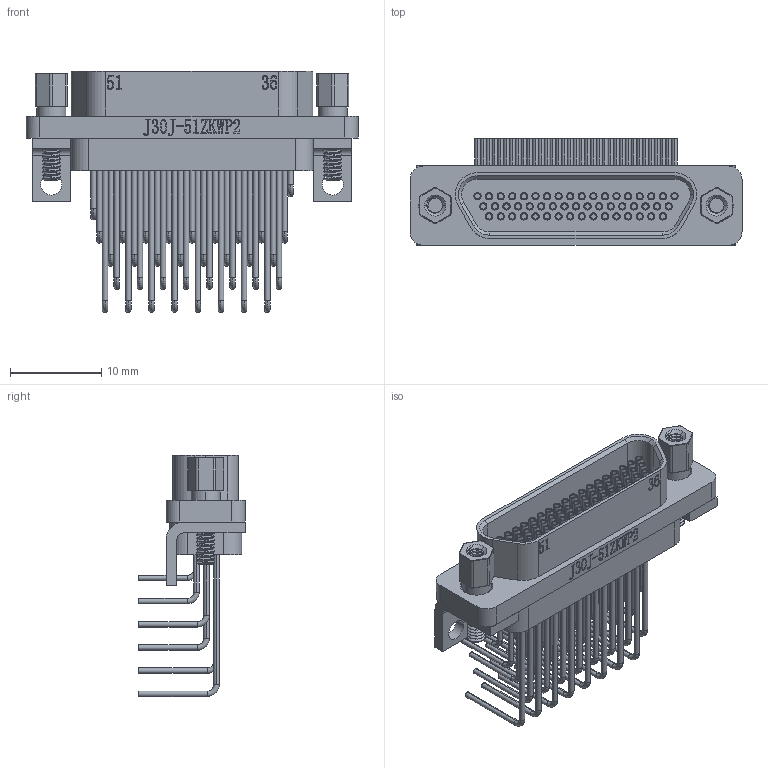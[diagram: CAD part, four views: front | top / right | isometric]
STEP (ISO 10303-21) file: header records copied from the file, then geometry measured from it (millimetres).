
FILE_DESCRIPTION (( 'STEP AP203' ), '1' );
FILE_NAME ('FMD001-F051BDNA-00.STEP', '2026-03-23T03:54:15', ( '' ), ( '' ), 'SwSTEP 2.0', 'SolidWorks 2021', '' );
FILE_SCHEMA (( 'CONFIG_CONTROL_DESIGN' ));
Products named in the file (1): FMD001-F051BDNA-00
Bounding box: 36.4 x 11.7 x 26.44 mm (x, y, z)
Volume: 2184.1 mm3; surface area: 4431.6 mm2
Topology: 1 solids, 1 shells, 1801 faces, 4519 edges, 2921 vertices
Faces by surface type: plane 701, cylinder 568, bspline 287, torus 126, cone 119
Entity records: 68087 total; most frequent: CARTESIAN_POINT 26171, ORIENTED_EDGE 9038, DIRECTION 8122, EDGE_CURVE 4519, VERTEX_POINT 2921, AXIS2_PLACEMENT_3D 2848, VECTOR 2426, LINE 2426
